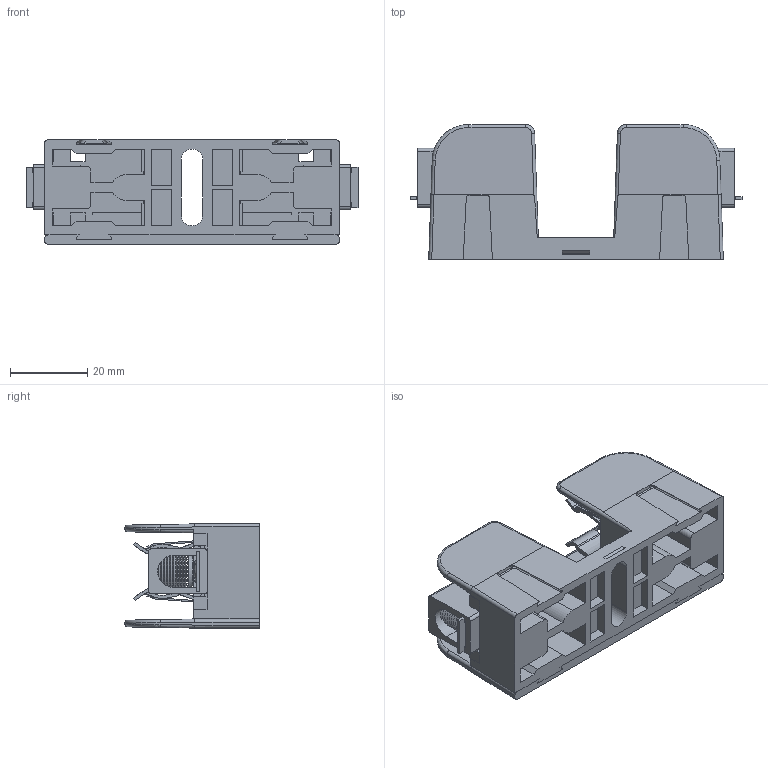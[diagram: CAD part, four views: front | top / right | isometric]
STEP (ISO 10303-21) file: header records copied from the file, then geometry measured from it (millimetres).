
FILE_DESCRIPTION (( 'STEP AP214' ), '1' );
FILE_NAME ('700834revA.STEP', '2014-01-13T15:22:47', ( '' ), ( '' ), 'SwSTEP 2.0', 'SolidWorks 2013', '' );
FILE_SCHEMA (( 'AUTOMOTIVE_DESIGN' ));
Length unit declared in the file: inch
Products named in the file (1): 700834revA
Bounding box: 85.88 x 34.85 x 26.95 mm (x, y, z)
Surface area: 22556.3 mm2 (no closed solid volume)
Topology: 0 solids, 21 shells, 586 faces, 2014 edges, 1388 vertices
Faces by surface type: plane 333, cylinder 144, bspline 59, cone 50
Full cylindrical faces by diameter (mm): 5.969 x2, 8.382 x2
Entity records: 33193 total; most frequent: CARTESIAN_POINT 9799, ORIENTED_EDGE 3306, DIRECTION 2837, EDGE_CURVE 1930, VERTEX_POINT 1354, VECTOR 1171, LINE 1171, AXIS2_PLACEMENT_3D 833
